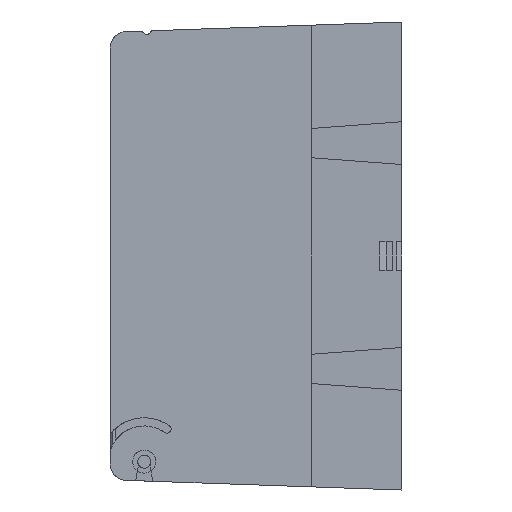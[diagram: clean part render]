
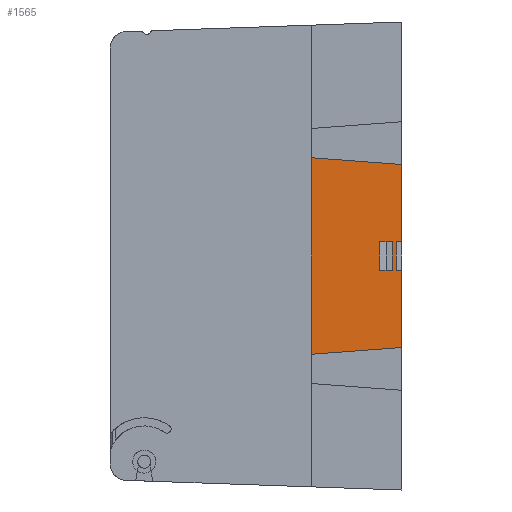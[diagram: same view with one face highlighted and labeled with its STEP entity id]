
A CAD part, left-side view. The second image highlights one B-rep face of the part: STEP entity #1565.
In plain terms, the highlighted planar face has unit normal (-1, 0, 0).
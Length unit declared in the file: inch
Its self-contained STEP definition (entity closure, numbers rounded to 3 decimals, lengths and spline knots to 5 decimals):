
#263 = ORIENTED_EDGE ( 'NONE', *, *, #3634, .T. ) ;
#414 = EDGE_CURVE ( 'NONE', #17086, #57919, #39636, .T. ) ;
#932 = CARTESIAN_POINT ( 'NONE',  ( -3.945, 0., 1.115 ) ) ;
#1565 = ADVANCED_FACE ( 'NONE', ( #23810, #53933 ), #39584, .F. ) ;
#1671 = AXIS2_PLACEMENT_3D ( 'NONE', #38796, #38662, #38650 ) ;
#1775 = VERTEX_POINT ( 'NONE', #22520 ) ;
#2079 = VECTOR ( 'NONE', #25575, 39.37008 ) ;
#2919 = EDGE_CURVE ( 'NONE', #36920, #1775, #6807, .T. ) ;
#3634 = EDGE_CURVE ( 'NONE', #59606, #57919, #49251, .T. ) ;
#4932 = VECTOR ( 'NONE', #20314, 39.37008 ) ;
#5386 = EDGE_CURVE ( 'NONE', #62906, #59606, #57251, .T. ) ;
#5525 = VERTEX_POINT ( 'NONE', #14604 ) ;
#6606 = VECTOR ( 'NONE', #44445, 39.37008 ) ;
#6807 = LINE ( 'NONE', #67641, #33560 ) ;
#8652 = DIRECTION ( 'NONE',  ( 0., 0., -1. ) ) ;
#8979 = CARTESIAN_POINT ( 'NONE',  ( -3.945, 0., 6.44233 ) ) ;
#9592 = LINE ( 'NONE', #40771, #22109 ) ;
#10779 = VECTOR ( 'NONE', #44820, 39.37008 ) ;
#11488 = EDGE_CURVE ( 'NONE', #1775, #51095, #9592, .T. ) ;
#12032 = ORIENTED_EDGE ( 'NONE', *, *, #36204, .F. ) ;
#12338 = VECTOR ( 'NONE', #45016, 39.37008 ) ;
#13538 = VERTEX_POINT ( 'NONE', #60484 ) ;
#13810 = VERTEX_POINT ( 'NONE', #51820 ) ;
#14604 = CARTESIAN_POINT ( 'NONE',  ( -3.945, 0., 0.175 ) ) ;
#15155 = EDGE_CURVE ( 'NONE', #44790, #5525, #47600, .T. ) ;
#15401 = ORIENTED_EDGE ( 'NONE', *, *, #16067, .F. ) ;
#16067 = EDGE_CURVE ( 'NONE', #48116, #17086, #54943, .T. ) ;
#17086 = VERTEX_POINT ( 'NONE', #62749 ) ;
#17847 = VECTOR ( 'NONE', #30001, 39.37008 ) ;
#18380 = ORIENTED_EDGE ( 'NONE', *, *, #11488, .T. ) ;
#18645 = EDGE_LOOP ( 'NONE', ( #56543, #48864, #18380, #62210 ) ) ;
#19006 = VECTOR ( 'NONE', #52344, 39.37008 ) ;
#20314 = DIRECTION ( 'NONE',  ( 0., -1., 0. ) ) ;
#21249 = EDGE_CURVE ( 'NONE', #36920, #13538, #61639, .T. ) ;
#22109 = VECTOR ( 'NONE', #40028, 39.37008 ) ;
#22520 = CARTESIAN_POINT ( 'NONE',  ( -3.945, 0.26794, 0.175 ) ) ;
#23561 = CARTESIAN_POINT ( 'NONE',  ( -3.945, 1.1, 1.19653 ) ) ;
#23810 = FACE_OUTER_BOUND ( 'NONE', #63782, .T. ) ;
#24608 = CARTESIAN_POINT ( 'NONE',  ( -3.945, 0.065, -0.175 ) ) ;
#25507 = CARTESIAN_POINT ( 'NONE',  ( -3.945, 0.115, -0.175 ) ) ;
#25575 = DIRECTION ( 'NONE',  ( 0., 0., -1. ) ) ;
#27303 = CARTESIAN_POINT ( 'NONE',  ( -3.945, 1.1, 6.44233 ) ) ;
#27676 = LINE ( 'NONE', #932, #41824 ) ;
#27777 = CARTESIAN_POINT ( 'NONE',  ( -3.945, 1.1, -1.19653 ) ) ;
#28070 = CARTESIAN_POINT ( 'NONE',  ( -3.945, 0., 0.175 ) ) ;
#28549 = CARTESIAN_POINT ( 'NONE',  ( -3.945, 0.065, 0.175 ) ) ;
#30001 = DIRECTION ( 'NONE',  ( 0., 0., 1. ) ) ;
#30400 = LINE ( 'NONE', #24608, #17847 ) ;
#30721 = CARTESIAN_POINT ( 'NONE',  ( -3.945, 0.26794, -0.175 ) ) ;
#33560 = VECTOR ( 'NONE', #66330, 39.37008 ) ;
#34055 = EDGE_CURVE ( 'NONE', #13810, #5525, #61534, .T. ) ;
#36204 = EDGE_CURVE ( 'NONE', #62906, #13810, #27676, .T. ) ;
#36920 = VERTEX_POINT ( 'NONE', #30721 ) ;
#38650 = DIRECTION ( 'NONE',  ( 0., 0., -1. ) ) ;
#38662 = DIRECTION ( 'NONE',  ( 1., 0., 0. ) ) ;
#38796 = CARTESIAN_POINT ( 'NONE',  ( -3.945, 0., 6.44233 ) ) ;
#39584 = PLANE ( 'NONE',  #1671 ) ;
#39636 = LINE ( 'NONE', #8979, #66367 ) ;
#40028 = DIRECTION ( 'NONE',  ( 0., -1., 0. ) ) ;
#40198 = EDGE_CURVE ( 'NONE', #48116, #44790, #30400, .T. ) ;
#40771 = CARTESIAN_POINT ( 'NONE',  ( -3.945, 0.115, 0.175 ) ) ;
#40838 = DIRECTION ( 'NONE',  ( 0., 0., -1. ) ) ;
#41824 = VECTOR ( 'NONE', #43437, 39.37008 ) ;
#43361 = ORIENTED_EDGE ( 'NONE', *, *, #414, .F. ) ;
#43437 = DIRECTION ( 'NONE',  ( 0., -0.997, -0.074 ) ) ;
#43545 = CARTESIAN_POINT ( 'NONE',  ( -3.945, -0.55706, -1.07371 ) ) ;
#44445 = DIRECTION ( 'NONE',  ( 0., -0.997, 0.074 ) ) ;
#44790 = VERTEX_POINT ( 'NONE', #28549 ) ;
#44820 = DIRECTION ( 'NONE',  ( 0., 0., 1. ) ) ;
#45016 = DIRECTION ( 'NONE',  ( 0., -1., 0. ) ) ;
#45624 = CARTESIAN_POINT ( 'NONE',  ( -3.945, 0., -0.175 ) ) ;
#47335 = VECTOR ( 'NONE', #40838, 39.37008 ) ;
#47600 = LINE ( 'NONE', #28070, #4932 ) ;
#48116 = VERTEX_POINT ( 'NONE', #68330 ) ;
#48864 = ORIENTED_EDGE ( 'NONE', *, *, #2919, .T. ) ;
#49131 = ORIENTED_EDGE ( 'NONE', *, *, #34055, .F. ) ;
#49251 = LINE ( 'NONE', #43545, #6606 ) ;
#50204 = CARTESIAN_POINT ( 'NONE',  ( -3.945, 0.115, -0.175 ) ) ;
#51095 = VERTEX_POINT ( 'NONE', #52765 ) ;
#51820 = CARTESIAN_POINT ( 'NONE',  ( -3.945, 0., 1.115 ) ) ;
#52344 = DIRECTION ( 'NONE',  ( 0., -1., 0. ) ) ;
#52765 = CARTESIAN_POINT ( 'NONE',  ( -3.945, 0.115, 0.175 ) ) ;
#53933 = FACE_BOUND ( 'NONE', #18645, .T. ) ;
#54274 = ORIENTED_EDGE ( 'NONE', *, *, #15155, .T. ) ;
#54943 = LINE ( 'NONE', #45624, #12338 ) ;
#56444 = ORIENTED_EDGE ( 'NONE', *, *, #5386, .T. ) ;
#56543 = ORIENTED_EDGE ( 'NONE', *, *, #21249, .F. ) ;
#57050 = EDGE_CURVE ( 'NONE', #13538, #51095, #65922, .T. ) ;
#57251 = LINE ( 'NONE', #27303, #2079 ) ;
#57919 = VERTEX_POINT ( 'NONE', #65543 ) ;
#59606 = VERTEX_POINT ( 'NONE', #27777 ) ;
#60484 = CARTESIAN_POINT ( 'NONE',  ( -3.945, 0.115, -0.175 ) ) ;
#61534 = LINE ( 'NONE', #67470, #47335 ) ;
#61639 = LINE ( 'NONE', #25507, #19006 ) ;
#62210 = ORIENTED_EDGE ( 'NONE', *, *, #57050, .F. ) ;
#62749 = CARTESIAN_POINT ( 'NONE',  ( -3.945, 0., -0.175 ) ) ;
#62906 = VERTEX_POINT ( 'NONE', #23561 ) ;
#63155 = ORIENTED_EDGE ( 'NONE', *, *, #40198, .T. ) ;
#63782 = EDGE_LOOP ( 'NONE', ( #43361, #15401, #63155, #54274, #49131, #12032, #56444, #263 ) ) ;
#65543 = CARTESIAN_POINT ( 'NONE',  ( -3.945, 0., -1.115 ) ) ;
#65922 = LINE ( 'NONE', #50204, #10779 ) ;
#66330 = DIRECTION ( 'NONE',  ( 0., 0., 1. ) ) ;
#66367 = VECTOR ( 'NONE', #8652, 39.37008 ) ;
#67470 = CARTESIAN_POINT ( 'NONE',  ( -3.945, 0., 6.44233 ) ) ;
#67641 = CARTESIAN_POINT ( 'NONE',  ( -3.945, 0.26794, -0.175 ) ) ;
#68330 = CARTESIAN_POINT ( 'NONE',  ( -3.945, 0.065, -0.175 ) ) ;
